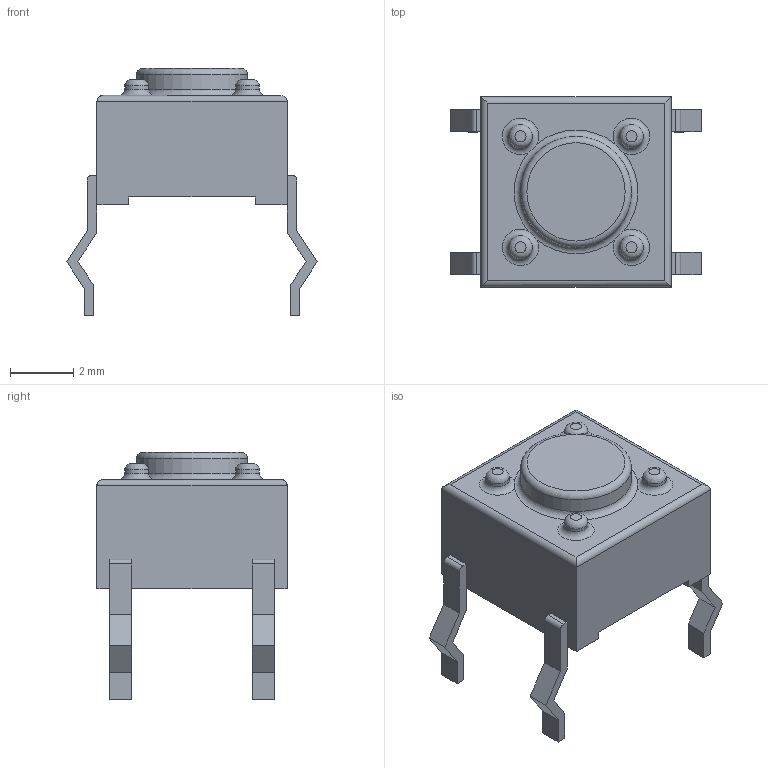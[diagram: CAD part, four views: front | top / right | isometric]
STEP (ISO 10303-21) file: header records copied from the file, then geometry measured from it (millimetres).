
FILE_DESCRIPTION( ( '' ), ' ' );
FILE_NAME( '5b05126dca0acc0eadb4728f.step', '2018-05-23T07:04:13', ( '' ), ( '' ), ' ', ' ', ' ' );
FILE_SCHEMA( ( 'AUTOMOTIVE_DESIGN { 1 0 10303 214 1 1 1 1 }' ) );
Length unit declared in the file: metre
Products named in the file (1): Open CASCADE STEP translator 6.8 1
Bounding box: 7.9 x 6 x 7.79 mm (x, y, z)
Volume: 131 mm3; surface area: 198.5 mm2
Topology: 1 solids, 1 shells, 86 faces, 228 edges, 145 vertices
Faces by surface type: plane 63, cylinder 13, torus 6, revolution 4
Full cylindrical faces by diameter (mm): 0.748 x4, 3.5 x1
Entity records: 4301 total; most frequent: CARTESIAN_POINT 495, ORIENTED_EDGE 418, DIRECTION 408, STYLED_ITEM 295, PRESENTATION_STYLE_ASSIGNMENT 295, COLOUR_RGB 295, EDGE_CURVE 209, CURVE_STYLE 209
